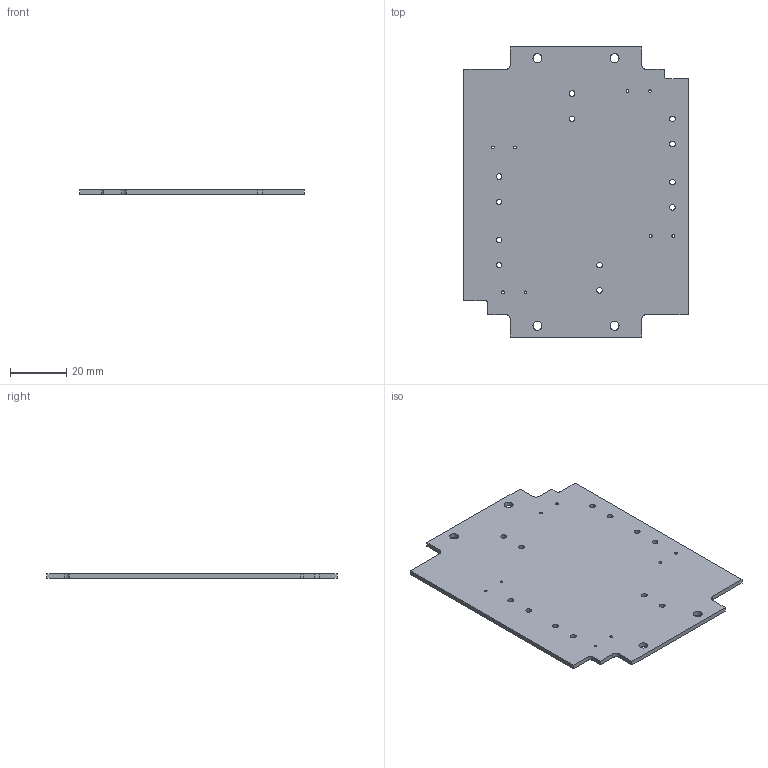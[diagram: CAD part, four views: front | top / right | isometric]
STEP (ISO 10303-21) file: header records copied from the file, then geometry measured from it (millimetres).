
FILE_DESCRIPTION(('KiCad electronic assembly'),'2;1');
FILE_NAME('new-solar-cell-burn-wire.step','2023-01-01T18:24:24',( 'Pcbnew'),('Kicad'),'Open CASCADE STEP processor 7.6', 'KiCad to STEP converter','Unknown');
FILE_SCHEMA(('AUTOMOTIVE_DESIGN { 1 0 10303 214 1 1 1 1 }'));
Length unit declared in the file: millimetre
Products named in the file (2): new-solar-cell-burn-wire 1; new-solar-cell-burn-wire PCB
Assembly tree (1 placements, depth 2):
  new-solar-cell-burn-wire 1
    new-solar-cell-burn-wire PCB
Bounding box: 80 x 103.5 x 1.6 mm (x, y, z)
Volume: 12171.5 mm3; surface area: 16020.9 mm2
Topology: 1 solids, 1 shells, 48 faces, 138 edges, 92 vertices
Faces by surface type: cylinder 30, plane 18
Full cylindrical faces by diameter (mm): 1 x8, 2 x12, 3.2 x4
Entity records: 3719 total; most frequent: CARTESIAN_POINT 916, DIRECTION 514, LINE 294, VECTOR 294, ORIENTED_EDGE 276, PCURVE 276, DEFINITIONAL_REPRESENTATION 276, EDGE_CURVE 138
